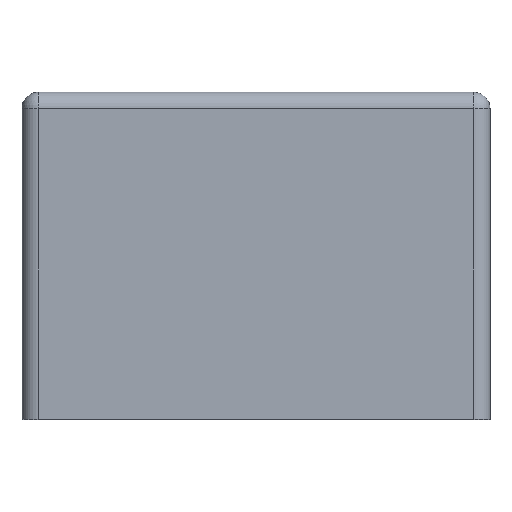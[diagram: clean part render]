
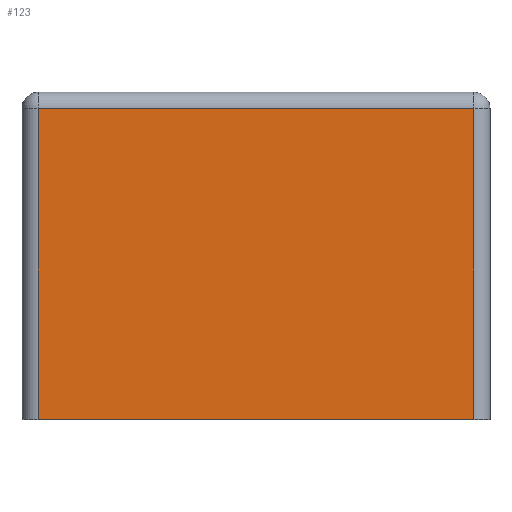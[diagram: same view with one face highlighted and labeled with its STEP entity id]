
A CAD part, top view. The second image highlights one B-rep face of the part: STEP entity #123.
In plain terms, the highlighted planar face has unit normal (0, 0, 1).
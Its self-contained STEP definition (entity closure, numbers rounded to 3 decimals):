
#8 = CARTESIAN_POINT ( 'NONE',  ( 13.3, 20., 6.4 ) ) ;
#12 = VERTEX_POINT ( 'NONE', #177 ) ;
#55 = LINE ( 'NONE', #98, #303 ) ;
#60 = CARTESIAN_POINT ( 'NONE',  ( -14.3, 0., 6.4 ) ) ;
#61 = VERTEX_POINT ( 'NONE', #504 ) ;
#77 = CARTESIAN_POINT ( 'NONE',  ( 13.3, 19., 6.4 ) ) ;
#90 = VECTOR ( 'NONE', #355, 1000. ) ;
#93 = EDGE_CURVE ( 'NONE', #489, #12, #345, .T. ) ;
#98 = CARTESIAN_POINT ( 'NONE',  ( -14.3, 19., 6.4 ) ) ;
#106 = EDGE_CURVE ( 'NONE', #12, #61, #427, .T. ) ;
#115 = DIRECTION ( 'NONE',  ( 0., 0., -1. ) ) ;
#123 = ADVANCED_FACE ( 'NONE', ( #395 ), #150, .F. ) ;
#132 = ORIENTED_EDGE ( 'NONE', *, *, #93, .T. ) ;
#150 = PLANE ( 'NONE',  #425 ) ;
#160 = DIRECTION ( 'NONE',  ( 0., 1., 0. ) ) ;
#177 = CARTESIAN_POINT ( 'NONE',  ( -13.3, 0., 6.4 ) ) ;
#198 = VECTOR ( 'NONE', #262, 1000. ) ;
#202 = ORIENTED_EDGE ( 'NONE', *, *, #306, .T. ) ;
#225 = CARTESIAN_POINT ( 'NONE',  ( -14.3, 20., 6.4 ) ) ;
#234 = CARTESIAN_POINT ( 'NONE',  ( -13.3, 20., 6.4 ) ) ;
#243 = LINE ( 'NONE', #8, #446 ) ;
#262 = DIRECTION ( 'NONE',  ( 0., -1., 0. ) ) ;
#281 = VERTEX_POINT ( 'NONE', #77 ) ;
#284 = ORIENTED_EDGE ( 'NONE', *, *, #457, .T. ) ;
#303 = VECTOR ( 'NONE', #419, 1000. ) ;
#306 = EDGE_CURVE ( 'NONE', #61, #281, #243, .T. ) ;
#345 = LINE ( 'NONE', #234, #198 ) ;
#355 = DIRECTION ( 'NONE',  ( 1., 0., 0. ) ) ;
#359 = EDGE_LOOP ( 'NONE', ( #405, #202, #284, #132 ) ) ;
#395 = FACE_OUTER_BOUND ( 'NONE', #359, .T. ) ;
#405 = ORIENTED_EDGE ( 'NONE', *, *, #106, .T. ) ;
#419 = DIRECTION ( 'NONE',  ( -1., 0., 0. ) ) ;
#425 = AXIS2_PLACEMENT_3D ( 'NONE', #225, #115, #431 ) ;
#427 = LINE ( 'NONE', #60, #90 ) ;
#431 = DIRECTION ( 'NONE',  ( -1., 0., 0. ) ) ;
#446 = VECTOR ( 'NONE', #160, 1000. ) ;
#457 = EDGE_CURVE ( 'NONE', #281, #489, #55, .T. ) ;
#489 = VERTEX_POINT ( 'NONE', #503 ) ;
#503 = CARTESIAN_POINT ( 'NONE',  ( -13.3, 19., 6.4 ) ) ;
#504 = CARTESIAN_POINT ( 'NONE',  ( 13.3, 0., 6.4 ) ) ;
